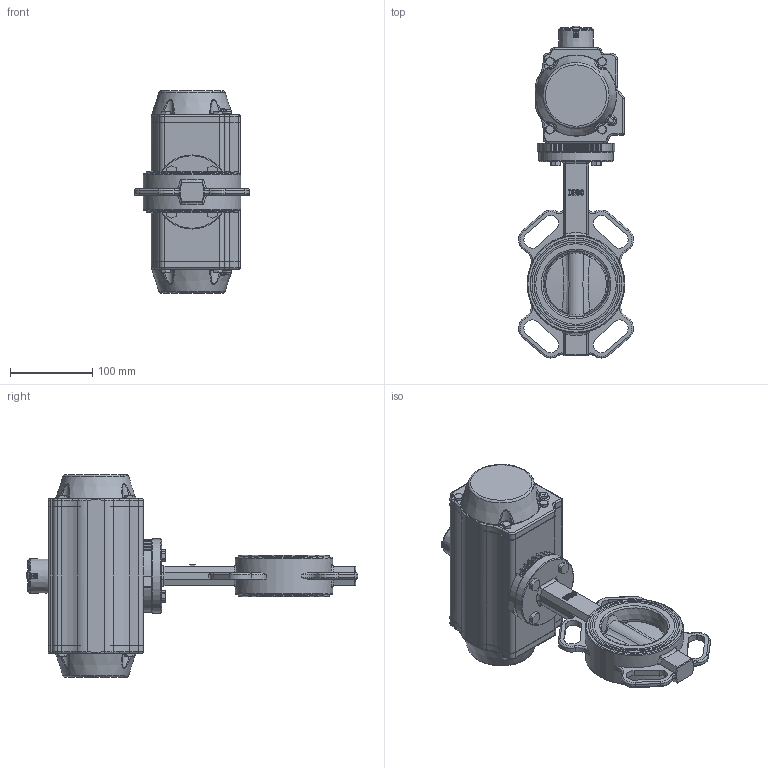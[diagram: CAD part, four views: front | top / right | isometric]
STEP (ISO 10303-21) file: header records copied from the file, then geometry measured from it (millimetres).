
FILE_DESCRIPTION(/* description */ ('Unknown','CAx-IF Rec.Pracs.---Representation and Presentation of Product Manufacturing Information (PMI)---4.0---2014-10-13','CAx-IF Rec.Pracs.---3D Tessellated Geometry---0.4---2014-09-14','2;1'),/* implementation_level */ '2;1');
FILE_NAME(/* name */ 'FR04 5100_5110_5120-11',/* time_stamp */ '2023-11-27T13:24:25+01:00',/* author */ ('Unknown'),/* organization */ ('Unknown'),/* preprocessor_version */ 'ST-DEVELOPER v18.102',/* originating_system */ 'Solid Edge',/* authorisation */ 'Unknown');
FILE_SCHEMA (('AP242_MANAGED_MODEL_BASED_3D_ENGINEERING_MIM_LF { 1 0 10303 442 1 1 4 }'));
Products named in the file (18): FR81-5.100.080; ISO-Flansch; WAFER-DN80; DN80概极; seat; disc; shaft1; shaft2; bushing1; DIN933_M8x35; DW05_FR04_(DW110_FR81); ____; ________(___________; _____________; ______; hexagon head bolts--product grade c gb_GB_FASTENER_BOLT_HHBC M6X30-N; cup head nib bolts with large head gb_GB_FASTENER_BOLT_CHNBW M6X25-N; KP-88
Assembly tree (30 placements, depth 4):
  FR81-5.100.080
    ISO-Flansch
    WAFER-DN80
      DN80概极
      seat
      disc
      shaft1
      shaft2
      bushing1  x2
    DIN933_M8x35  x4
    DW05_FR04_(DW110_FR81)
      ____
        ________(___________  x2
        _____________  x2
        ______
      hexagon head bolts--product grade c gb_GB_FASTENER_BOLT_HHBC M6X30-N  x8
      cup head nib bolts with large head gb_GB_FASTENER_BOLT_CHNBW M6X25-N
      KP-88
Bounding box: 139.83 x 403.71 x 246 mm (x, y, z)
Volume: 3020941.9 mm3; surface area: 337803.4 mm2
Topology: 27 solids, 27 shells, 1714 faces, 4277 edges, 2671 vertices
Faces by surface type: plane 619, cylinder 492, bspline 278, torus 166, cone 148, sphere 11
Full cylindrical faces by diameter (mm): 3 x16, 3.3 x10, 4.2 x4, 4.66 x1, 4.917 x4, 5 x18, 6 x9, 6.2 x1, 6.647 x4, 6.8 x4, 7 x4, 8 x5, 8.8 x2, 9 x4, 10 x5, 12.6 x5, 12.75 x1, 12.83 x2, 14.5 x1, 17.45 x4, 17.53 x2, 21.786 x2, 23 x1, 24 x1, 24.6 x1, 24.8 x1, 35.2 x1, 38.5 x1, 56 x1, 87 x2
Entity records: 54273 total; most frequent: CARTESIAN_POINT 21568, ORIENTED_EDGE 6498, DIRECTION 6106, EDGE_CURVE 3249, AXIS2_PLACEMENT_3D 2343, VERTEX_POINT 2166, FACE_BOUND 1735, EDGE_LOOP 1710
